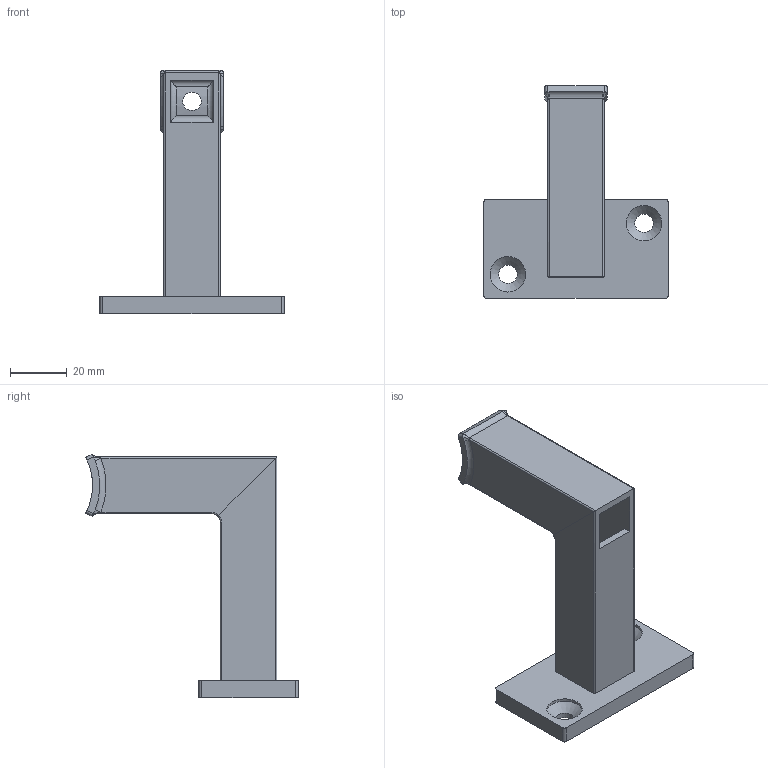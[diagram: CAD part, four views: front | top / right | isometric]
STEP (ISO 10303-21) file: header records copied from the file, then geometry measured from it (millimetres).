
FILE_DESCRIPTION (( 'STEP AP203' ), '1' );
FILE_NAME ('51260-240.STEP', '2022-07-08T07:56:48', ( '' ), ( '' ), 'SwSTEP 2.0', 'SolidWorks 2018', '' );
FILE_SCHEMA (( 'CONFIG_CONTROL_DESIGN' ));
Length unit declared in the file: millimetre
Products named in the file (1): 51260-240
Bounding box: 65 x 74.92 x 86 mm (x, y, z)
Volume: 34814.6 mm3; surface area: 23338.3 mm2
Topology: 1 solids, 1 shells, 300 faces, 783 edges, 512 vertices
Faces by surface type: plane 154, bspline 107, cylinder 29, torus 8, cone 2
Full cylindrical faces by diameter (mm): 6.5 x3, 12.5 x2
Entity records: 14971 total; most frequent: CARTESIAN_POINT 8252, ORIENTED_EDGE 1548, DIRECTION 1016, EDGE_CURVE 774, VERTEX_POINT 510, LINE 484, VECTOR 484, EDGE_LOOP 340
